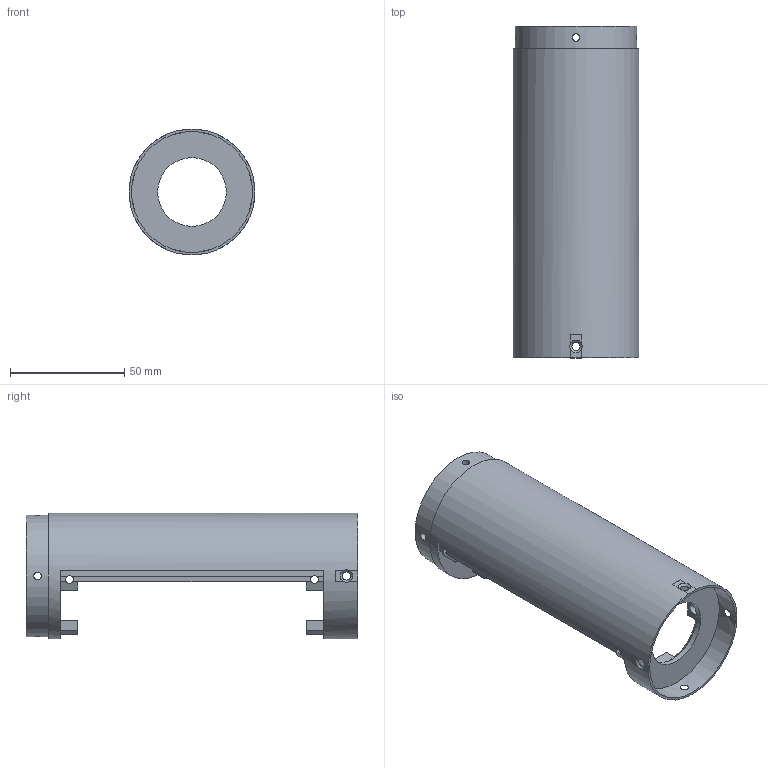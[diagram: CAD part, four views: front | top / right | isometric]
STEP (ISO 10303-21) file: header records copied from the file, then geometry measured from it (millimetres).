
FILE_DESCRIPTION(/* description */ (''),/* implementation_level */ '2;1');
FILE_NAME(/* name */ 'EggHolder Holder.stp',/* time_stamp */ '2024-02-19T15:22:02-08:00',/* author */ ('liu63'),/* organization */ (''),/* preprocessor_version */ 'ST-DEVELOPER v20',/* originating_system */ 'Autodesk Inventor 2024',/* authorisation */ '');
FILE_SCHEMA (('AUTOMOTIVE_DESIGN { 1 0 10303 214 3 1 1 }'));
Length unit declared in the file: millimetre
Products named in the file (1): EggHolder Holder
Bounding box: 55 x 145 x 55 mm (x, y, z)
Volume: 36728.5 mm3; surface area: 39517.1 mm2
Topology: 1 solids, 1 shells, 140 faces, 406 edges, 274 vertices
Faces by surface type: plane 100, cylinder 34, cone 6
Full cylindrical faces by diameter (mm): 3.4 x8, 4.5 x8, 8 x4, 30 x2, 49 x1, 53 x2, 55 x1
Entity records: 5181 total; most frequent: CARTESIAN_POINT 1409, ORIENTED_EDGE 812, DIRECTION 712, EDGE_CURVE 406, VERTEX_POINT 274, LINE 262, VECTOR 262, AXIS2_PLACEMENT_3D 225
